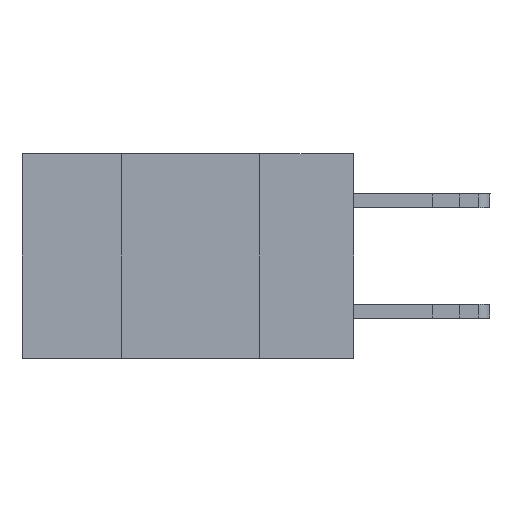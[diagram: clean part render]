
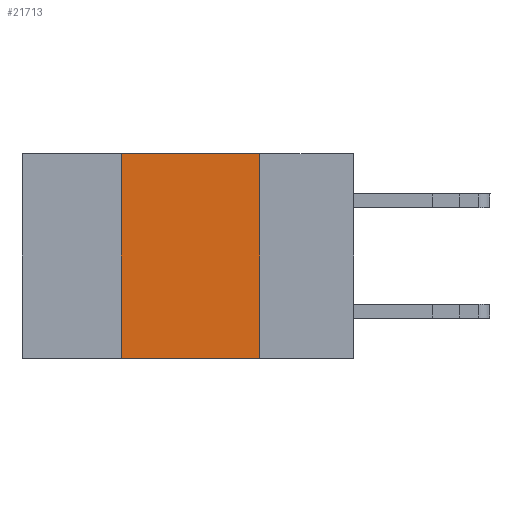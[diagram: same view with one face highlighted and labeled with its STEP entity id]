
A CAD part, left-side view. The second image highlights one B-rep face of the part: STEP entity #21713.
In plain terms, the highlighted planar face has unit normal (-1, 0, 0).
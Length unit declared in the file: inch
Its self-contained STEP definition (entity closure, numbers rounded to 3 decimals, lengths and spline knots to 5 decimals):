
#943 = EDGE_CURVE ( 'NONE', #22638, #1981, #11317, .T. ) ;
#1981 = VERTEX_POINT ( 'NONE', #16281 ) ;
#1996 = LINE ( 'NONE', #27924, #17771 ) ;
#2764 = AXIS2_PLACEMENT_3D ( 'NONE', #11762, #17991, #4866 ) ;
#4866 = DIRECTION ( 'NONE',  ( 0., 0., -1. ) ) ;
#4877 = CARTESIAN_POINT ( 'NONE',  ( 0., 0.42, -0.37 ) ) ;
#5930 = VECTOR ( 'NONE', #16412, 39.37008 ) ;
#6396 = CARTESIAN_POINT ( 'NONE',  ( 0., 0.6, -0.37 ) ) ;
#7312 = FACE_OUTER_BOUND ( 'NONE', #20620, .T. ) ;
#7966 = CARTESIAN_POINT ( 'NONE',  ( 0., 0.17, 0. ) ) ;
#10068 = CARTESIAN_POINT ( 'NONE',  ( 0., 0.42, 0. ) ) ;
#11317 = LINE ( 'NONE', #14851, #15783 ) ;
#11762 = CARTESIAN_POINT ( 'NONE',  ( 0., 0.6, 0. ) ) ;
#12017 = VECTOR ( 'NONE', #21767, 39.37008 ) ;
#12120 = EDGE_CURVE ( 'NONE', #23293, #22638, #1996, .T. ) ;
#12294 = ORIENTED_EDGE ( 'NONE', *, *, #15594, .T. ) ;
#14851 = CARTESIAN_POINT ( 'NONE',  ( 0., 0.17, 0. ) ) ;
#15594 = EDGE_CURVE ( 'NONE', #25730, #1981, #27533, .T. ) ;
#15783 = VECTOR ( 'NONE', #21568, 39.37008 ) ;
#16166 = ORIENTED_EDGE ( 'NONE', *, *, #12120, .F. ) ;
#16281 = CARTESIAN_POINT ( 'NONE',  ( 0., 0.17, -0.37 ) ) ;
#16412 = DIRECTION ( 'NONE',  ( 0., 0., 1. ) ) ;
#16435 = CARTESIAN_POINT ( 'NONE',  ( 0., 0.42, 0. ) ) ;
#17771 = VECTOR ( 'NONE', #27646, 39.37008 ) ;
#17991 = DIRECTION ( 'NONE',  ( 1., 0., 0. ) ) ;
#20620 = EDGE_LOOP ( 'NONE', ( #26658, #16166, #26472, #12294 ) ) ;
#21568 = DIRECTION ( 'NONE',  ( 0., 0., -1. ) ) ;
#21713 = ADVANCED_FACE ( 'NONE', ( #7312 ), #26874, .F. ) ;
#21767 = DIRECTION ( 'NONE',  ( 0., -1., 0. ) ) ;
#22077 = LINE ( 'NONE', #10068, #5930 ) ;
#22638 = VERTEX_POINT ( 'NONE', #7966 ) ;
#22699 = EDGE_CURVE ( 'NONE', #25730, #23293, #22077, .T. ) ;
#23293 = VERTEX_POINT ( 'NONE', #16435 ) ;
#25730 = VERTEX_POINT ( 'NONE', #4877 ) ;
#26472 = ORIENTED_EDGE ( 'NONE', *, *, #22699, .F. ) ;
#26658 = ORIENTED_EDGE ( 'NONE', *, *, #943, .F. ) ;
#26874 = PLANE ( 'NONE',  #2764 ) ;
#27533 = LINE ( 'NONE', #6396, #12017 ) ;
#27646 = DIRECTION ( 'NONE',  ( 0., -1., 0. ) ) ;
#27924 = CARTESIAN_POINT ( 'NONE',  ( 0., 0.6, 0. ) ) ;
